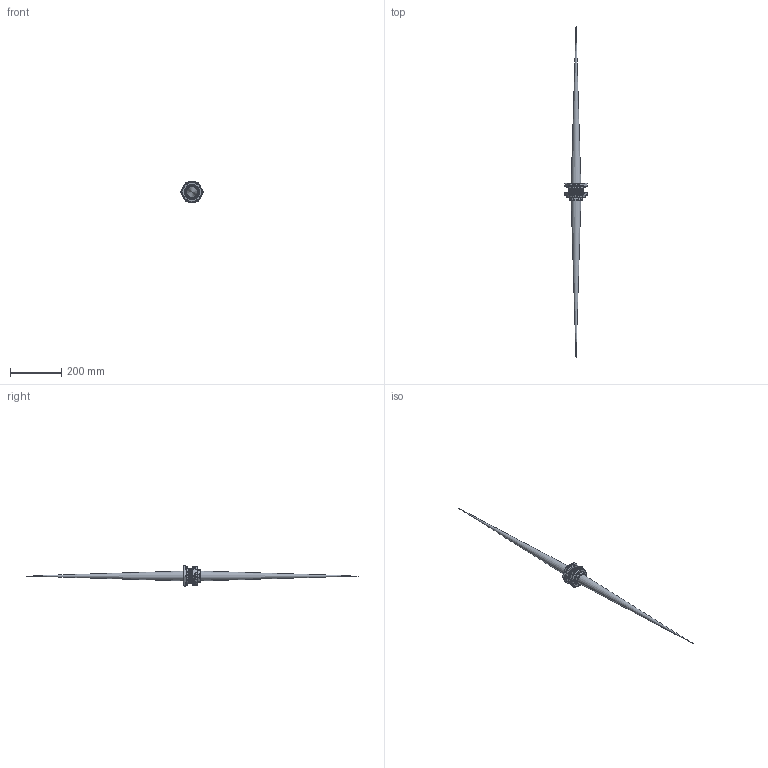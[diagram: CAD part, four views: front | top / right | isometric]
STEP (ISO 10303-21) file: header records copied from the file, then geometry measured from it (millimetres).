
FILE_DESCRIPTION(/* description */ ('1-1/4"POLY BULKHEAD FTNG - FKM'),/* implementation_level */ '2;1');
FILE_NAME(/* name */ 'TF125V.stp',/* time_stamp */ '2020-08-12T11:54:35-04:00',/* author */ ('ALR'),/* organization */ (''),/* preprocessor_version */ 'ST-DEVELOPER v17.2',/* originating_system */ 'Autodesk Inventor 2019',/* authorisation */ '');
FILE_SCHEMA (('AUTOMOTIVE_DESIGN { 1 0 10303 214 3 1 1 }'));
Length unit declared in the file: inch
Products named in the file (5): TF125V; TF121; TF103; TF103X; TF100GV
Assembly tree (4 placements, depth 3):
  TF125V
    TF121
    TF103
      TF103X
    TF100GV
Bounding box: 88.08 x 1296.19 x 79.55 mm (x, y, z)
Volume: 135260.4 mm3; surface area: 234041.6 mm2
Topology: 3 solids, 3 shells, 801 faces, 2143 edges, 1384 vertices
Faces by surface type: plane 466, bspline 185, cylinder 96, cone 29, torus 25
Full cylindrical faces by diameter (mm): 37.084 x1, 51.816 x14, 53.848 x3, 56.388 x11, 56.515 x1, 57.15 x1, 57.531 x5, 72.39 x1, 77.978 x1
Entity records: 35348 total; most frequent: CARTESIAN_POINT 16639, ORIENTED_EDGE 4248, DIRECTION 3090, EDGE_CURVE 2124, LINE 1400, VECTOR 1400, VERTEX_POINT 1381, EDGE_LOOP 859
